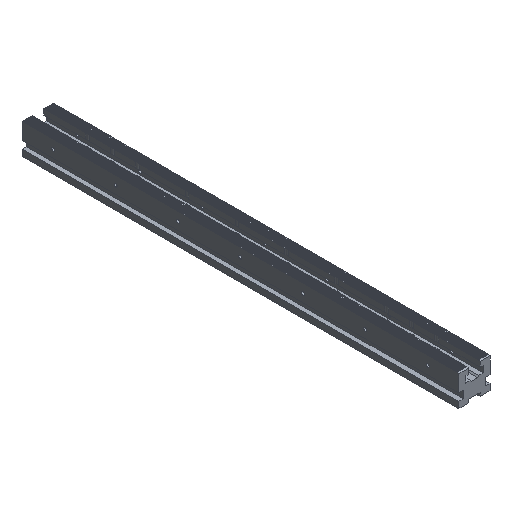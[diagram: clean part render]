
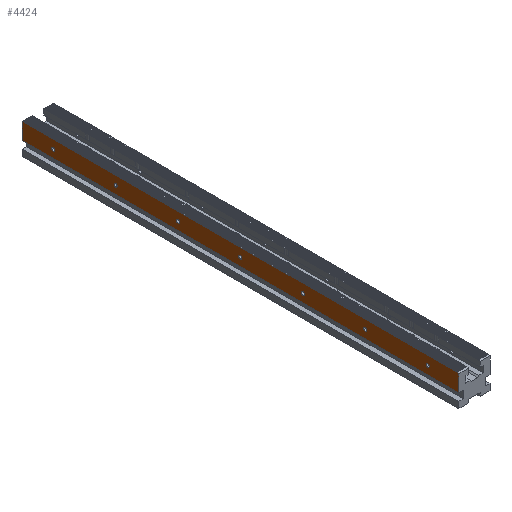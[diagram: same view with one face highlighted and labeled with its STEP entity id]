
A CAD part, isometric view. The second image highlights one B-rep face of the part: STEP entity #4424.
In plain terms, the highlighted planar face has unit normal (-1, 0, 0).
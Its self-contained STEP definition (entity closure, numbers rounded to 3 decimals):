
#4424 = ADVANCED_FACE( '', ( #11180, #11181, #11182, #11183, #11184, #11185, #11186, #11187 ), #11188, .F. );
#11180 = FACE_BOUND( '', #20319, .T. );
#11181 = FACE_BOUND( '', #20320, .T. );
#11182 = FACE_BOUND( '', #20321, .T. );
#11183 = FACE_BOUND( '', #20322, .T. );
#11184 = FACE_BOUND( '', #20323, .T. );
#11185 = FACE_BOUND( '', #20324, .T. );
#11186 = FACE_BOUND( '', #20325, .T. );
#11187 = FACE_OUTER_BOUND( '', #20326, .T. );
#11188 = PLANE( '', #20327 );
#20319 = EDGE_LOOP( '', ( #32953 ) );
#20320 = EDGE_LOOP( '', ( #32954 ) );
#20321 = EDGE_LOOP( '', ( #32955 ) );
#20322 = EDGE_LOOP( '', ( #32956 ) );
#20323 = EDGE_LOOP( '', ( #32957 ) );
#20324 = EDGE_LOOP( '', ( #32958 ) );
#20325 = EDGE_LOOP( '', ( #32959 ) );
#20326 = EDGE_LOOP( '', ( #32960, #32961, #32962, #32963, #32964, #32965 ) );
#20327 = AXIS2_PLACEMENT_3D( '', #32966, #32967, #32968 );
#32953 = ORIENTED_EDGE( '', *, *, #60566, .F. );
#32954 = ORIENTED_EDGE( '', *, *, #60567, .F. );
#32955 = ORIENTED_EDGE( '', *, *, #60568, .F. );
#32956 = ORIENTED_EDGE( '', *, *, #60569, .F. );
#32957 = ORIENTED_EDGE( '', *, *, #60570, .F. );
#32958 = ORIENTED_EDGE( '', *, *, #60571, .F. );
#32959 = ORIENTED_EDGE( '', *, *, #59759, .F. );
#32960 = ORIENTED_EDGE( '', *, *, #60572, .T. );
#32961 = ORIENTED_EDGE( '', *, *, #60573, .F. );
#32962 = ORIENTED_EDGE( '', *, *, #60574, .T. );
#32963 = ORIENTED_EDGE( '', *, *, #60575, .T. );
#32964 = ORIENTED_EDGE( '', *, *, #58704, .F. );
#32965 = ORIENTED_EDGE( '', *, *, #60576, .F. );
#32966 = CARTESIAN_POINT( '', ( -25., -350., 25. ) );
#32967 = DIRECTION( '', ( 1., 0., 0. ) );
#32968 = DIRECTION( '', ( 0., 0., -1. ) );
#58704 = EDGE_CURVE( '', #71799, #71801, #71802, .T. );
#59759 = EDGE_CURVE( '', #73622, #73622, #73623, .T. );
#60566 = EDGE_CURVE( '', #74973, #74973, #74974, .T. );
#60567 = EDGE_CURVE( '', #74975, #74975, #74976, .T. );
#60568 = EDGE_CURVE( '', #74977, #74977, #74978, .T. );
#60569 = EDGE_CURVE( '', #74979, #74979, #74980, .T. );
#60570 = EDGE_CURVE( '', #74981, #74981, #74982, .T. );
#60571 = EDGE_CURVE( '', #74983, #74983, #74984, .T. );
#60572 = EDGE_CURVE( '', #74985, #74986, #74987, .T. );
#60573 = EDGE_CURVE( '', #74988, #74986, #74989, .T. );
#60574 = EDGE_CURVE( '', #74988, #74990, #74991, .T. );
#60575 = EDGE_CURVE( '', #74990, #71801, #74992, .T. );
#60576 = EDGE_CURVE( '', #74985, #71799, #74993, .T. );
#71799 = VERTEX_POINT( '', #90874 );
#71801 = VERTEX_POINT( '', #90877 );
#71802 = LINE( '', #90878, #90879 );
#73622 = VERTEX_POINT( '', #93536 );
#73623 = CIRCLE( '', #93537, 2.5 );
#74973 = VERTEX_POINT( '', #95513 );
#74974 = CIRCLE( '', #95514, 2.5 );
#74975 = VERTEX_POINT( '', #95515 );
#74976 = CIRCLE( '', #95516, 2.5 );
#74977 = VERTEX_POINT( '', #95517 );
#74978 = CIRCLE( '', #95518, 2.5 );
#74979 = VERTEX_POINT( '', #95519 );
#74980 = CIRCLE( '', #95520, 2.5 );
#74981 = VERTEX_POINT( '', #95521 );
#74982 = CIRCLE( '', #95522, 2.5 );
#74983 = VERTEX_POINT( '', #95523 );
#74984 = CIRCLE( '', #95524, 2.5 );
#74985 = VERTEX_POINT( '', #95525 );
#74986 = VERTEX_POINT( '', #95526 );
#74987 = LINE( '', #95527, #95528 );
#74988 = VERTEX_POINT( '', #95529 );
#74989 = LINE( '', #95530, #95531 );
#74990 = VERTEX_POINT( '', #95532 );
#74991 = LINE( '', #95533, #95534 );
#74992 = LINE( '', #95535, #95536 );
#74993 = LINE( '', #95537, #95538 );
#90874 = CARTESIAN_POINT( '', ( -25., -350., 23.25 ) );
#90877 = CARTESIAN_POINT( '', ( -25., -350., -3. ) );
#90878 = CARTESIAN_POINT( '', ( -25., -350., 25. ) );
#90879 = VECTOR( '', #115114, 1000. );
#93536 = CARTESIAN_POINT( '', ( -25., -297.5, 10. ) );
#93537 = AXIS2_PLACEMENT_3D( '', #115994, #115995, #115996 );
#95513 = CARTESIAN_POINT( '', ( -25., 2.5, 10. ) );
#95514 = AXIS2_PLACEMENT_3D( '', #116644, #116645, #116646 );
#95515 = CARTESIAN_POINT( '', ( -25., 102.5, 10. ) );
#95516 = AXIS2_PLACEMENT_3D( '', #116647, #116648, #116649 );
#95517 = CARTESIAN_POINT( '', ( -25., -97.5, 10. ) );
#95518 = AXIS2_PLACEMENT_3D( '', #116650, #116651, #116652 );
#95519 = CARTESIAN_POINT( '', ( -25., 202.5, 10. ) );
#95520 = AXIS2_PLACEMENT_3D( '', #116653, #116654, #116655 );
#95521 = CARTESIAN_POINT( '', ( -25., -197.5, 10. ) );
#95522 = AXIS2_PLACEMENT_3D( '', #116656, #116657, #116658 );
#95523 = CARTESIAN_POINT( '', ( -25., 302.5, 10. ) );
#95524 = AXIS2_PLACEMENT_3D( '', #116659, #116660, #116661 );
#95525 = CARTESIAN_POINT( '', ( -25., -349.25, 24. ) );
#95526 = CARTESIAN_POINT( '', ( -25., 349.25, 24. ) );
#95527 = CARTESIAN_POINT( '', ( -25., -350., 24. ) );
#95528 = VECTOR( '', #116662, 1000. );
#95529 = CARTESIAN_POINT( '', ( -25., 350., 23.25 ) );
#95530 = CARTESIAN_POINT( '', ( -25., 350., 23.25 ) );
#95531 = VECTOR( '', #116663, 1000. );
#95532 = CARTESIAN_POINT( '', ( -25., 350., -3. ) );
#95533 = CARTESIAN_POINT( '', ( -25., 350., 25. ) );
#95534 = VECTOR( '', #116664, 1000. );
#95535 = CARTESIAN_POINT( '', ( -25., 350., -3. ) );
#95536 = VECTOR( '', #116665, 1000. );
#95537 = CARTESIAN_POINT( '', ( -25., -350., 23.25 ) );
#95538 = VECTOR( '', #116666, 1000. );
#115114 = DIRECTION( '', ( 0., 0., -1. ) );
#115994 = CARTESIAN_POINT( '', ( -25., -300., 10. ) );
#115995 = DIRECTION( '', ( -1., 0., 0. ) );
#115996 = DIRECTION( '', ( 0., 1., 0. ) );
#116644 = CARTESIAN_POINT( '', ( -25., 0., 10. ) );
#116645 = DIRECTION( '', ( -1., 0., 0. ) );
#116646 = DIRECTION( '', ( 0., 1., 0. ) );
#116647 = CARTESIAN_POINT( '', ( -25., 100., 10. ) );
#116648 = DIRECTION( '', ( -1., 0., 0. ) );
#116649 = DIRECTION( '', ( 0., 1., 0. ) );
#116650 = CARTESIAN_POINT( '', ( -25., -100., 10. ) );
#116651 = DIRECTION( '', ( -1., 0., 0. ) );
#116652 = DIRECTION( '', ( 0., 1., 0. ) );
#116653 = CARTESIAN_POINT( '', ( -25., 200., 10. ) );
#116654 = DIRECTION( '', ( -1., 0., 0. ) );
#116655 = DIRECTION( '', ( 0., 1., 0. ) );
#116656 = CARTESIAN_POINT( '', ( -25., -200., 10. ) );
#116657 = DIRECTION( '', ( -1., 0., 0. ) );
#116658 = DIRECTION( '', ( 0., 1., 0. ) );
#116659 = CARTESIAN_POINT( '', ( -25., 300., 10. ) );
#116660 = DIRECTION( '', ( -1., 0., 0. ) );
#116661 = DIRECTION( '', ( 0., 1., 0. ) );
#116662 = DIRECTION( '', ( 0., 1., 0. ) );
#116663 = DIRECTION( '', ( 0., -0.707, 0.707 ) );
#116664 = DIRECTION( '', ( 0., 0., -1. ) );
#116665 = DIRECTION( '', ( 0., -1., 0. ) );
#116666 = DIRECTION( '', ( 0., -0.707, -0.707 ) );
